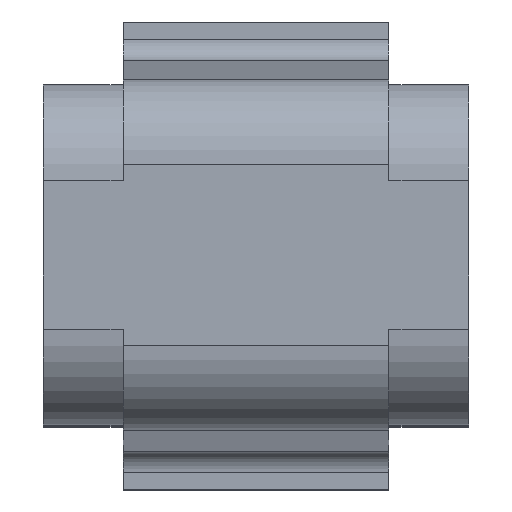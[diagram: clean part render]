
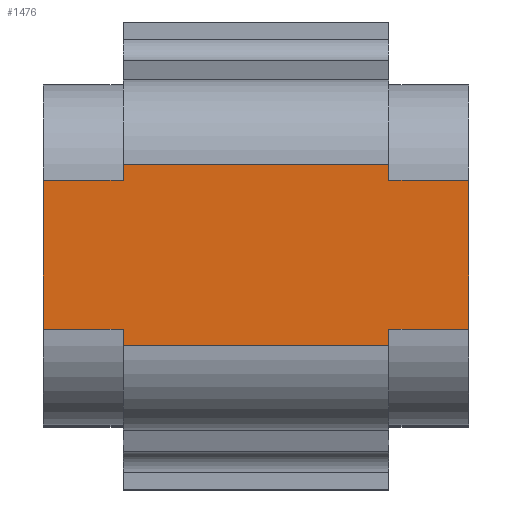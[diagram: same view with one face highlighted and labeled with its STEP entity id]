
A CAD part, top view. The second image highlights one B-rep face of the part: STEP entity #1476.
In plain terms, the highlighted planar face has unit normal (0, 0, 1).
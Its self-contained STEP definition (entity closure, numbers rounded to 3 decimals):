
#23 = CARTESIAN_POINT ( 'NONE',  ( 2.5, -0.85, 6. ) ) ;
#34 = ORIENTED_EDGE ( 'NONE', *, *, #2161, .T. ) ;
#42 = DIRECTION ( 'NONE',  ( -1., 0., 0. ) ) ;
#52 = LINE ( 'NONE', #482, #493 ) ;
#62 = LINE ( 'NONE', #86, #1925 ) ;
#73 = DIRECTION ( 'NONE',  ( 0., -1., 0. ) ) ;
#86 = CARTESIAN_POINT ( 'NONE',  ( 2.5, -0.85, 6. ) ) ;
#99 = VERTEX_POINT ( 'NONE', #2301 ) ;
#197 = LINE ( 'NONE', #1518, #1114 ) ;
#258 = VECTOR ( 'NONE', #2106, 1000. ) ;
#329 = CARTESIAN_POINT ( 'NONE',  ( 0., -0.7, 6. ) ) ;
#330 = ORIENTED_EDGE ( 'NONE', *, *, #1634, .T. ) ;
#333 = DIRECTION ( 'NONE',  ( 0., -1., 0. ) ) ;
#369 = CARTESIAN_POINT ( 'NONE',  ( 2.5, 0.85, 6. ) ) ;
#425 = FACE_OUTER_BOUND ( 'NONE', #2113, .T. ) ;
#430 = EDGE_CURVE ( 'NONE', #2182, #2128, #2373, .T. ) ;
#434 = VECTOR ( 'NONE', #1898, 1000. ) ;
#482 = CARTESIAN_POINT ( 'NONE',  ( 3.25, -0.7, 6. ) ) ;
#493 = VECTOR ( 'NONE', #2124, 1000. ) ;
#554 = EDGE_CURVE ( 'NONE', #1483, #2128, #62, .T. ) ;
#563 = CARTESIAN_POINT ( 'NONE',  ( 3.25, 0.7, 6. ) ) ;
#625 = AXIS2_PLACEMENT_3D ( 'NONE', #834, #1928, #2337 ) ;
#704 = VECTOR ( 'NONE', #838, 1000. ) ;
#758 = VERTEX_POINT ( 'NONE', #1206 ) ;
#783 = VECTOR ( 'NONE', #73, 1000. ) ;
#834 = CARTESIAN_POINT ( 'NONE',  ( 2.5, 0.85, 6. ) ) ;
#838 = DIRECTION ( 'NONE',  ( -1., 0., 0. ) ) ;
#850 = VERTEX_POINT ( 'NONE', #2143 ) ;
#911 = CARTESIAN_POINT ( 'NONE',  ( 0., 0.85, 6. ) ) ;
#915 = LINE ( 'NONE', #369, #1361 ) ;
#929 = CARTESIAN_POINT ( 'NONE',  ( 2.5, 0.7, 6. ) ) ;
#955 = EDGE_CURVE ( 'NONE', #2185, #1907, #1767, .T. ) ;
#967 = CARTESIAN_POINT ( 'NONE',  ( 3.25, -0.7, 6. ) ) ;
#1026 = CARTESIAN_POINT ( 'NONE',  ( 3.25, -0.7, 6. ) ) ;
#1042 = EDGE_CURVE ( 'NONE', #850, #99, #1668, .T. ) ;
#1051 = DIRECTION ( 'NONE',  ( 0., -1., 0. ) ) ;
#1077 = EDGE_CURVE ( 'NONE', #1162, #758, #52, .T. ) ;
#1097 = VECTOR ( 'NONE', #1051, 1000. ) ;
#1114 = VECTOR ( 'NONE', #42, 1000. ) ;
#1115 = ORIENTED_EDGE ( 'NONE', *, *, #430, .T. ) ;
#1141 = ORIENTED_EDGE ( 'NONE', *, *, #554, .F. ) ;
#1162 = VERTEX_POINT ( 'NONE', #1026 ) ;
#1172 = EDGE_CURVE ( 'NONE', #2182, #1187, #1244, .T. ) ;
#1177 = EDGE_CURVE ( 'NONE', #99, #1631, #2159, .T. ) ;
#1187 = VERTEX_POINT ( 'NONE', #2274 ) ;
#1198 = ORIENTED_EDGE ( 'NONE', *, *, #955, .F. ) ;
#1206 = CARTESIAN_POINT ( 'NONE',  ( 2.5, -0.7, 6. ) ) ;
#1244 = LINE ( 'NONE', #967, #258 ) ;
#1251 = ORIENTED_EDGE ( 'NONE', *, *, #1515, .T. ) ;
#1263 = CARTESIAN_POINT ( 'NONE',  ( 2.5, 0.85, 6. ) ) ;
#1340 = CARTESIAN_POINT ( 'NONE',  ( -0.75, 0.7, 6. ) ) ;
#1345 = LINE ( 'NONE', #1926, #783 ) ;
#1361 = VECTOR ( 'NONE', #2158, 1000. ) ;
#1371 = DIRECTION ( 'NONE',  ( -1., 0., 0. ) ) ;
#1393 = VECTOR ( 'NONE', #2192, 1000. ) ;
#1420 = LINE ( 'NONE', #2105, #434 ) ;
#1476 = ADVANCED_FACE ( 'NONE', ( #425 ), #1619, .F. ) ;
#1483 = VERTEX_POINT ( 'NONE', #23 ) ;
#1515 = EDGE_CURVE ( 'NONE', #2185, #850, #915, .T. ) ;
#1518 = CARTESIAN_POINT ( 'NONE',  ( 3.25, 0.7, 6. ) ) ;
#1522 = EDGE_CURVE ( 'NONE', #1861, #1162, #2315, .T. ) ;
#1530 = CARTESIAN_POINT ( 'NONE',  ( 0., 0.85, 6. ) ) ;
#1619 = PLANE ( 'NONE',  #625 ) ;
#1623 = ORIENTED_EDGE ( 'NONE', *, *, #1522, .F. ) ;
#1631 = VERTEX_POINT ( 'NONE', #1340 ) ;
#1634 = EDGE_CURVE ( 'NONE', #1861, #1907, #197, .T. ) ;
#1668 = LINE ( 'NONE', #1530, #1097 ) ;
#1688 = ORIENTED_EDGE ( 'NONE', *, *, #1042, .T. ) ;
#1700 = CARTESIAN_POINT ( 'NONE',  ( 3.25, -0.7, 6. ) ) ;
#1706 = CARTESIAN_POINT ( 'NONE',  ( 0., -0.85, 6. ) ) ;
#1759 = ORIENTED_EDGE ( 'NONE', *, *, #1177, .T. ) ;
#1767 = LINE ( 'NONE', #1979, #1393 ) ;
#1784 = VECTOR ( 'NONE', #1831, 1000. ) ;
#1831 = DIRECTION ( 'NONE',  ( 0., -1., 0. ) ) ;
#1837 = VECTOR ( 'NONE', #333, 1000. ) ;
#1852 = ORIENTED_EDGE ( 'NONE', *, *, #2325, .F. ) ;
#1861 = VERTEX_POINT ( 'NONE', #563 ) ;
#1898 = DIRECTION ( 'NONE',  ( 0., -1., 0. ) ) ;
#1907 = VERTEX_POINT ( 'NONE', #929 ) ;
#1925 = VECTOR ( 'NONE', #1371, 1000. ) ;
#1926 = CARTESIAN_POINT ( 'NONE',  ( -0.75, -0.7, 6. ) ) ;
#1928 = DIRECTION ( 'NONE',  ( 0., 0., -1. ) ) ;
#1979 = CARTESIAN_POINT ( 'NONE',  ( 2.5, 0.85, 6. ) ) ;
#2105 = CARTESIAN_POINT ( 'NONE',  ( 2.5, 0.85, 6. ) ) ;
#2106 = DIRECTION ( 'NONE',  ( -1., 0., 0. ) ) ;
#2113 = EDGE_LOOP ( 'NONE', ( #1688, #1759, #34, #2323, #1115, #1141, #1852, #2318, #1623, #330, #1198, #1251 ) ) ;
#2124 = DIRECTION ( 'NONE',  ( -1., 0., 0. ) ) ;
#2128 = VERTEX_POINT ( 'NONE', #1706 ) ;
#2143 = CARTESIAN_POINT ( 'NONE',  ( 0., 0.85, 6. ) ) ;
#2158 = DIRECTION ( 'NONE',  ( -1., 0., 0. ) ) ;
#2159 = LINE ( 'NONE', #2246, #704 ) ;
#2161 = EDGE_CURVE ( 'NONE', #1631, #1187, #1345, .T. ) ;
#2182 = VERTEX_POINT ( 'NONE', #329 ) ;
#2185 = VERTEX_POINT ( 'NONE', #1263 ) ;
#2192 = DIRECTION ( 'NONE',  ( 0., -1., 0. ) ) ;
#2246 = CARTESIAN_POINT ( 'NONE',  ( 3.25, 0.7, 6. ) ) ;
#2274 = CARTESIAN_POINT ( 'NONE',  ( -0.75, -0.7, 6. ) ) ;
#2301 = CARTESIAN_POINT ( 'NONE',  ( 0., 0.7, 6. ) ) ;
#2315 = LINE ( 'NONE', #1700, #1784 ) ;
#2318 = ORIENTED_EDGE ( 'NONE', *, *, #1077, .F. ) ;
#2323 = ORIENTED_EDGE ( 'NONE', *, *, #1172, .F. ) ;
#2325 = EDGE_CURVE ( 'NONE', #758, #1483, #1420, .T. ) ;
#2337 = DIRECTION ( 'NONE',  ( -1., 0., 0. ) ) ;
#2373 = LINE ( 'NONE', #911, #1837 ) ;
